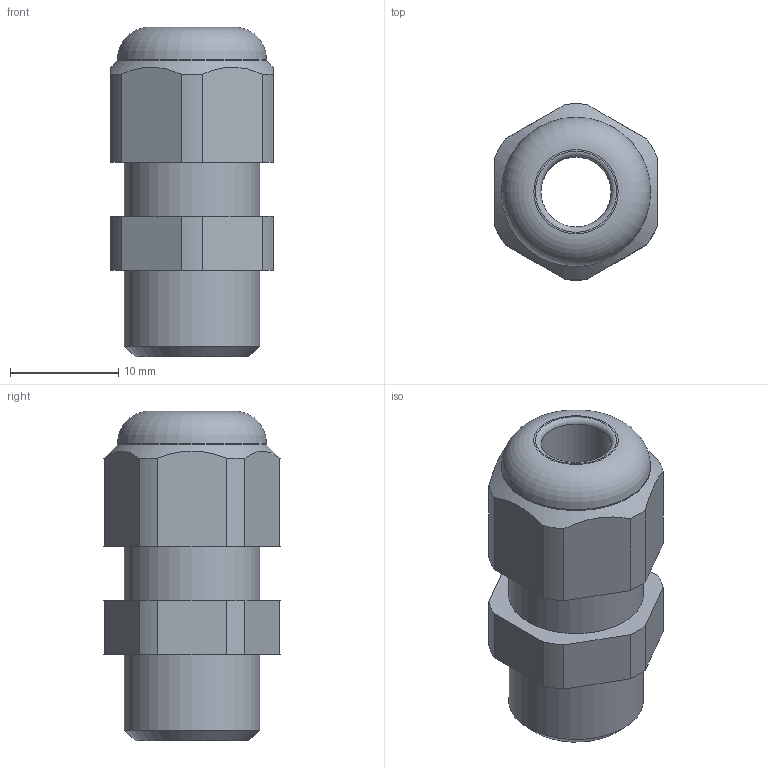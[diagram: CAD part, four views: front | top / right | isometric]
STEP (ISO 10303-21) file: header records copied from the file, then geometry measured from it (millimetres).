
FILE_DESCRIPTION(/* description */ (''),/* implementation_level */ '2;1');
FILE_NAME(/* name */ '10000100_BF 7.stp',/* time_stamp */ '2015-12-04T12:03:34+01:00',/* author */ ('kleemann'),/* organization */ (''),/* preprocessor_version */ 'ST-DEVELOPER v16.1',/* originating_system */ 'Autodesk Inventor 2016',/* authorisation */ '');
FILE_SCHEMA (('AUTOMOTIVE_DESIGN { 1 0 10303 214 3 1 1 }'));
Length unit declared in the file: millimetre
Products named in the file (1): BF7_3D
Bounding box: 15 x 16.29 x 30.5 mm (x, y, z)
Volume: 3689.1 mm3; surface area: 2324.1 mm2
Topology: 1 solids, 1 shells, 75 faces, 197 edges, 130 vertices
Faces by surface type: plane 54, cylinder 16, torus 3, cone 2
Full cylindrical faces by diameter (mm): 6.5 x1, 12.5 x2, 13.8 x1
Entity records: 2254 total; most frequent: CARTESIAN_POINT 402, ORIENTED_EDGE 372, DIRECTION 368, EDGE_CURVE 186, LINE 144, VECTOR 144, VERTEX_POINT 128, AXIS2_PLACEMENT_3D 112
